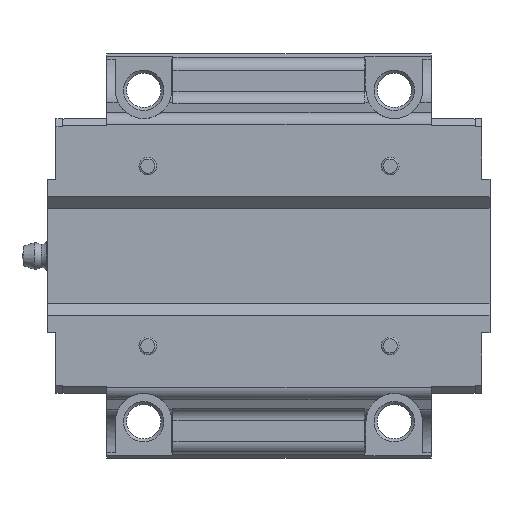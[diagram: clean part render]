
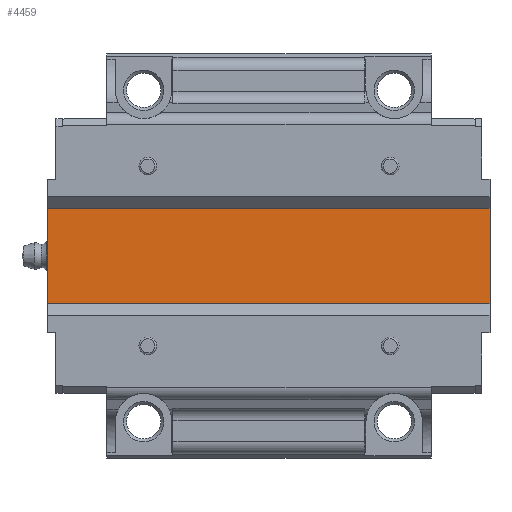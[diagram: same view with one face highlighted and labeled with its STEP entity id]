
A CAD part, front view. The second image highlights one B-rep face of the part: STEP entity #4459.
In plain terms, the highlighted planar face has unit normal (0, -1, 0).
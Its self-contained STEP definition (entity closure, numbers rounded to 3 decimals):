
#252=LINE('',#6701,#702);
#279=LINE('',#6761,#729);
#466=LINE('',#7392,#916);
#467=LINE('',#7394,#917);
#702=VECTOR('',#5289,1000.);
#729=VECTOR('',#5326,1000.);
#916=VECTOR('',#5895,1000.);
#917=VECTOR('',#5898,1000.);
#1109=PLANE('',#4850);
#2173=ORIENTED_EDGE('',*,*,#2676,.F.);
#2174=ORIENTED_EDGE('',*,*,#2982,.F.);
#2175=ORIENTED_EDGE('',*,*,#2707,.T.);
#2176=ORIENTED_EDGE('',*,*,#2983,.T.);
#2676=EDGE_CURVE('',#3249,#3250,#252,.T.);
#2707=EDGE_CURVE('',#3278,#3277,#279,.T.);
#2982=EDGE_CURVE('',#3278,#3249,#466,.T.);
#2983=EDGE_CURVE('',#3277,#3250,#467,.T.);
#3249=VERTEX_POINT('',#6700);
#3250=VERTEX_POINT('',#6702);
#3277=VERTEX_POINT('',#6760);
#3278=VERTEX_POINT('',#6762);
#3844=EDGE_LOOP('',(#2173,#2174,#2175,#2176));
#4168=FACE_BOUND('',#3844,.T.);
#4459=ADVANCED_FACE('',(#4168),#1109,.T.);
#4850=AXIS2_PLACEMENT_3D('',#7393,#5896,#5897);
#5289=DIRECTION('',(0.,0.,1.));
#5326=DIRECTION('',(0.,0.,1.));
#5895=DIRECTION('',(-1.,0.,0.));
#5896=DIRECTION('',(0.,-1.,0.));
#5897=DIRECTION('',(0.,0.,-1.));
#5898=DIRECTION('',(-1.,0.,0.));
#6700=CARTESIAN_POINT('',(-54.7,21.5,-13.11));
#6701=CARTESIAN_POINT('',(-54.7,21.5,-13.11));
#6702=CARTESIAN_POINT('',(-54.7,21.5,13.11));
#6760=CARTESIAN_POINT('',(54.7,21.5,13.11));
#6761=CARTESIAN_POINT('',(54.7,21.5,-13.11));
#6762=CARTESIAN_POINT('',(54.7,21.5,-13.11));
#7392=CARTESIAN_POINT('',(54.7,21.5,-13.11));
#7393=CARTESIAN_POINT('',(54.7,21.5,-13.11));
#7394=CARTESIAN_POINT('',(54.7,21.5,13.11));
